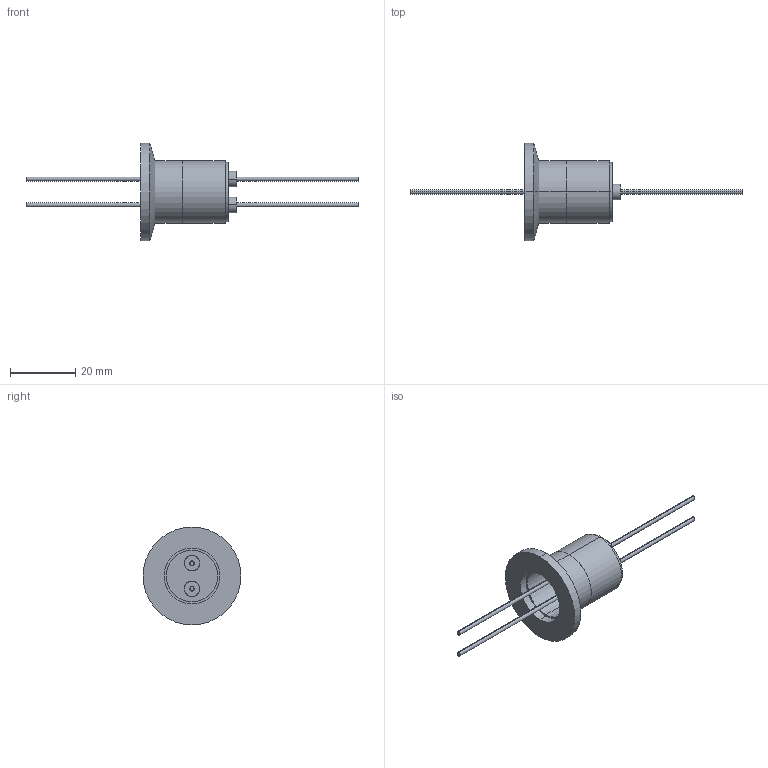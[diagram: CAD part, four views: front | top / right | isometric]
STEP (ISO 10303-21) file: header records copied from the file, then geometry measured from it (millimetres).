
FILE_DESCRIPTION (( 'STEP AP214' ), '1' );
FILE_NAME ('120XST016-1-20-2.step', '2017-07-10T09:34:22', ( 'install' ), ( '' ), 'SwSTEP 2.0', 'SolidWorks 2015', '' );
FILE_SCHEMA (( 'AUTOMOTIVE_DESIGN' ));
Length unit declared in the file: inch
Products named in the file (1): 120XST016-1-20-2
Bounding box: 101.6 x 29.97 x 29.97 mm (x, y, z)
Surface area: 4994.2 mm2 (no closed solid volume)
Topology: 0 solids, 7 shells, 39 faces, 86 edges, 60 vertices
Faces by surface type: cylinder 24, plane 13, cone 2
Entity records: 1867 total; most frequent: CARTESIAN_POINT 930, DIRECTION 202, ORIENTED_EDGE 150, AXIS2_PLACEMENT_3D 88, EDGE_CURVE 86, VERTEX_POINT 60, EDGE_LOOP 49, CIRCLE 48
